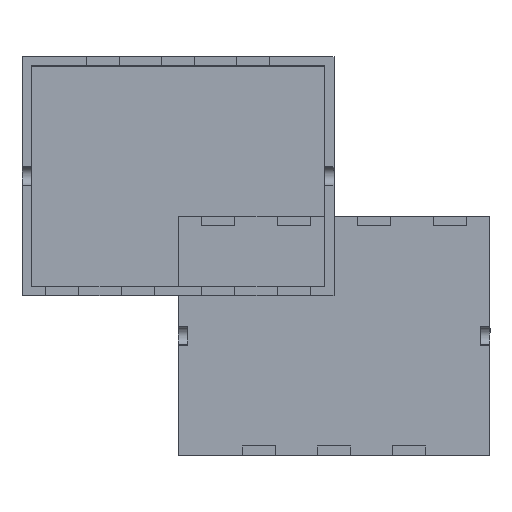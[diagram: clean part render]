
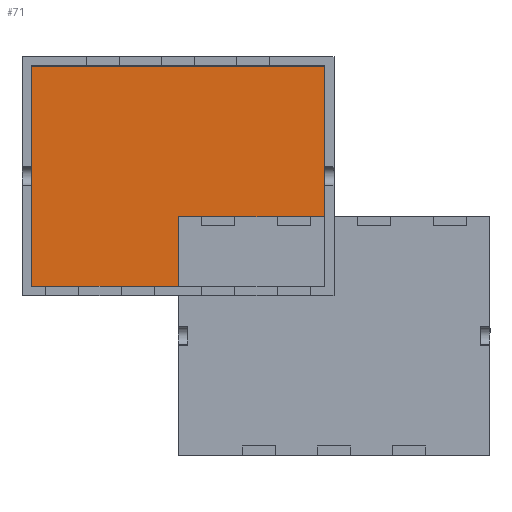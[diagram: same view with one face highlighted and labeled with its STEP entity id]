
A CAD part, top view. The second image highlights one B-rep face of the part: STEP entity #71.
In plain terms, the highlighted planar face has unit normal (0, 0, 1).
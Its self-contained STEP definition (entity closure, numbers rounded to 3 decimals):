
#71=ADVANCED_FACE('',(#168),#1578,.T.);
#168=FACE_OUTER_BOUND('',#265,.T.);
#265=EDGE_LOOP('',(#595,#596,#597,#598));
#595=ORIENTED_EDGE('',*,*,#970,.T.);
#596=ORIENTED_EDGE('',*,*,#962,.T.);
#597=ORIENTED_EDGE('',*,*,#964,.T.);
#598=ORIENTED_EDGE('',*,*,#968,.T.);
#962=EDGE_CURVE('',#1436,#1433,#1229,.T.);
#964=EDGE_CURVE('',#1433,#1437,#1231,.T.);
#968=EDGE_CURVE('',#1437,#1439,#1235,.T.);
#970=EDGE_CURVE('',#1439,#1436,#1237,.T.);
#1229=B_SPLINE_CURVE_WITH_KNOTS('',1,(#2405,#2406),.UNSPECIFIED.,.F.,.F.,
(2,2),(5.,165.),.UNSPECIFIED.);
#1231=B_SPLINE_CURVE_WITH_KNOTS('',1,(#2409,#2410),.UNSPECIFIED.,.F.,.F.,
(2,2),(5.,125.),.UNSPECIFIED.);
#1235=B_SPLINE_CURVE_WITH_KNOTS('',1,(#2417,#2418),.UNSPECIFIED.,.F.,.F.,
(2,2),(5.,165.),.UNSPECIFIED.);
#1237=B_SPLINE_CURVE_WITH_KNOTS('',1,(#2421,#2422),.UNSPECIFIED.,.F.,.F.,
(2,2),(5.,125.),.UNSPECIFIED.);
#1433=VERTEX_POINT('',#2313);
#1436=VERTEX_POINT('',#2316);
#1437=VERTEX_POINT('',#2317);
#1439=VERTEX_POINT('',#2319);
#1578=PLANE('',#1683);
#1683=AXIS2_PLACEMENT_3D('',#2245,#1771,$);
#1771=DIRECTION('',(0.,0.,1.));
#2245=CARTESIAN_POINT('',(-85.,-65.,5.));
#2313=CARTESIAN_POINT('',(80.,-60.,5.));
#2316=CARTESIAN_POINT('',(-80.,-60.,5.));
#2317=CARTESIAN_POINT('',(80.,60.,5.));
#2319=CARTESIAN_POINT('',(-80.,60.,5.));
#2405=CARTESIAN_POINT('',(-80.,-60.,5.));
#2406=CARTESIAN_POINT('',(80.,-60.,5.));
#2409=CARTESIAN_POINT('',(80.,-60.,5.));
#2410=CARTESIAN_POINT('',(80.,60.,5.));
#2417=CARTESIAN_POINT('',(80.,60.,5.));
#2418=CARTESIAN_POINT('',(-80.,60.,5.));
#2421=CARTESIAN_POINT('',(-80.,60.,5.));
#2422=CARTESIAN_POINT('',(-80.,-60.,5.));
